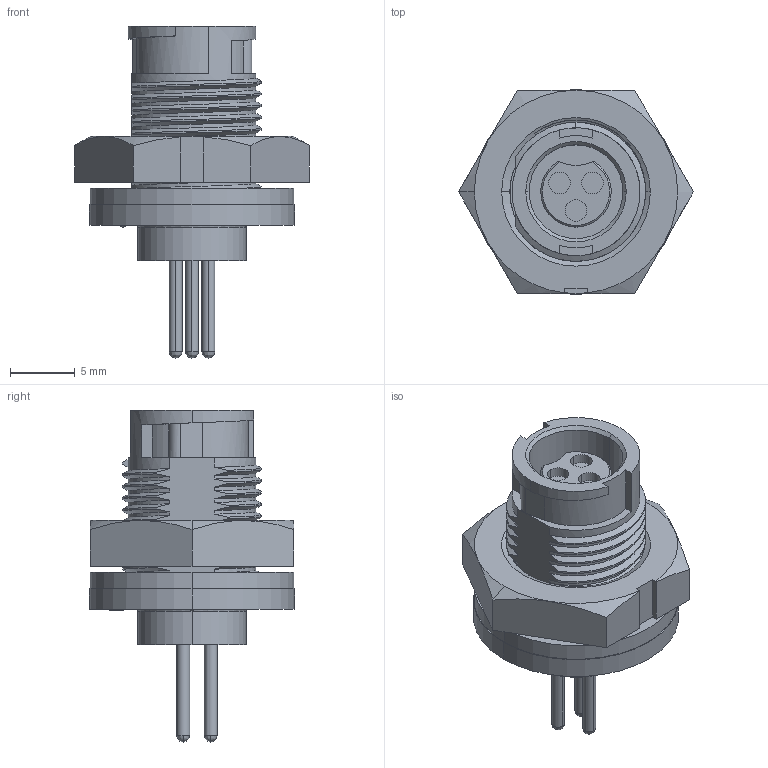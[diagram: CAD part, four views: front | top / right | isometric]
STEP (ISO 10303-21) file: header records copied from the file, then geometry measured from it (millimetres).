
FILE_DESCRIPTION (( 'STEP AP203' ), '1' );
FILE_NAME ('17292-3SG-300.STEP', '2012-11-29T14:36:01', ( '21FPBF1' ), ( 'Conxall' ), 'SwSTEP 2.0', 'SolidWorks 2012', '' );
FILE_SCHEMA (( 'CONFIG_CONTROL_DESIGN' ));
Length unit declared in the file: inch
Products named in the file (1): 17292-3SG-300
Bounding box: 18.18 x 15.88 x 25.7 mm (x, y, z)
Volume: 1891.3 mm3; surface area: 2174.3 mm2
Topology: 2 solids, 2 shells, 186 faces, 495 edges, 323 vertices
Faces by surface type: cylinder 76, bspline 48, plane 48, cone 14
Entity records: 13160 total; most frequent: CARTESIAN_POINT 8987, ORIENTED_EDGE 978, DIRECTION 700, EDGE_CURVE 489, VERTEX_POINT 323, AXIS2_PLACEMENT_3D 252, EDGE_LOOP 204, LINE 196
